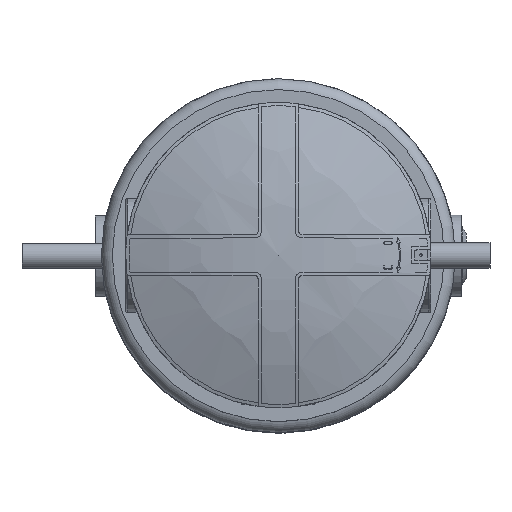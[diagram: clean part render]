
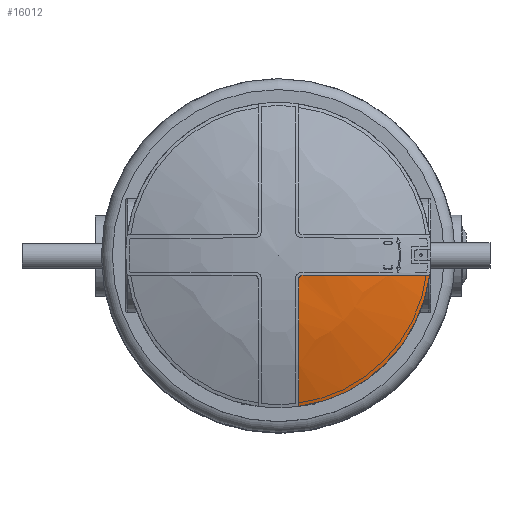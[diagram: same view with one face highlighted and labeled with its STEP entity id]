
A CAD part, top view. The second image highlights one B-rep face of the part: STEP entity #16012.
In plain terms, the highlighted spherical face has radius 1039.46 mm.
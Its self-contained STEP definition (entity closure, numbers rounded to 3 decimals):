
#2073=B_SPLINE_CURVE_WITH_KNOTS('',3,(#32824,#32825,#32826,#32827,#32828,
#32829,#32830),.UNSPECIFIED.,.F.,.F.,(4,1,1,1,4),(0.,0.003,
0.006,0.009,0.013),
 .UNSPECIFIED.);
#3047=SPHERICAL_SURFACE('',#20228,1039.464);
#5507=ORIENTED_EDGE('',*,*,#8705,.F.);
#5508=ORIENTED_EDGE('',*,*,#8733,.T.);
#5509=ORIENTED_EDGE('',*,*,#8723,.T.);
#5510=ORIENTED_EDGE('',*,*,#8734,.F.);
#8705=EDGE_CURVE('',#10574,#10575,#11686,.F.);
#8723=EDGE_CURVE('',#10592,#10593,#11695,.F.);
#8733=EDGE_CURVE('',#10574,#10592,#2073,.T.);
#8734=EDGE_CURVE('',#10575,#10593,#11700,.T.);
#10574=VERTEX_POINT('',#32756);
#10575=VERTEX_POINT('',#32758);
#10592=VERTEX_POINT('',#32798);
#10593=VERTEX_POINT('',#32799);
#11686=CIRCLE('',#20207,1038.261);
#11695=CIRCLE('',#20221,1038.261);
#11700=CIRCLE('',#20229,375.);
#12949=EDGE_LOOP('',(#5507,#5508,#5509,#5510));
#14424=FACE_BOUND('',#12949,.T.);
#16012=ADVANCED_FACE('',(#14424),#3047,.T.);
#20207=AXIS2_PLACEMENT_3D('',#32757,#23701,#23702);
#20221=AXIS2_PLACEMENT_3D('',#32797,#23738,#23739);
#20228=AXIS2_PLACEMENT_3D('',#32823,#23756,#23757);
#20229=AXIS2_PLACEMENT_3D('',#32831,#23758,#23759);
#23701=DIRECTION('',(0.,-1.,0.));
#23702=DIRECTION('',(0.,0.,-1.));
#23738=DIRECTION('',(-1.,0.,0.));
#23739=DIRECTION('',(0.,-1.,0.));
#23756=DIRECTION('',(0.,0.,-1.));
#23757=DIRECTION('',(-1.,0.,0.));
#23758=DIRECTION('',(0.,0.,-1.));
#23759=DIRECTION('',(-1.,0.,0.));
#32756=CARTESIAN_POINT('',(58.,-50.,152.175));
#32757=CARTESIAN_POINT('',(0.,-50.,-884.464));
#32758=CARTESIAN_POINT('',(371.652,-50.,85.));
#32797=CARTESIAN_POINT('',(50.,0.,-884.464));
#32798=CARTESIAN_POINT('',(50.,-58.,152.175));
#32799=CARTESIAN_POINT('',(50.,-371.652,85.));
#32823=CARTESIAN_POINT('',(0.,0.,-884.464));
#32824=CARTESIAN_POINT('',(58.,-50.,152.175));
#32825=CARTESIAN_POINT('',(56.945,-50.,152.235));
#32826=CARTESIAN_POINT('',(54.864,-50.416,152.328));
#32827=CARTESIAN_POINT('',(52.197,-52.194,152.377));
#32828=CARTESIAN_POINT('',(50.42,-54.854,152.328));
#32829=CARTESIAN_POINT('',(50.,-56.945,152.235));
#32830=CARTESIAN_POINT('',(50.,-58.,152.175));
#32831=CARTESIAN_POINT('',(0.,0.,85.));
